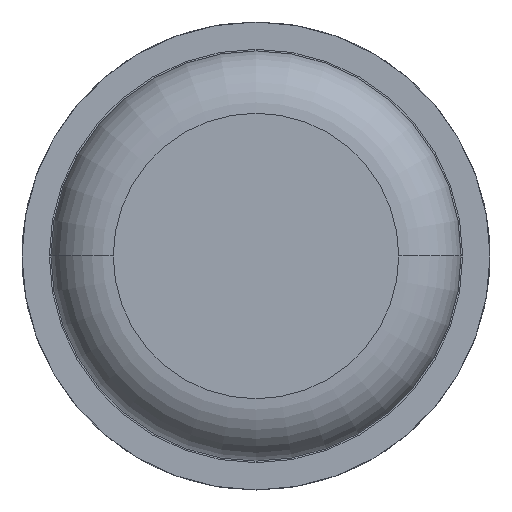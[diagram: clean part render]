
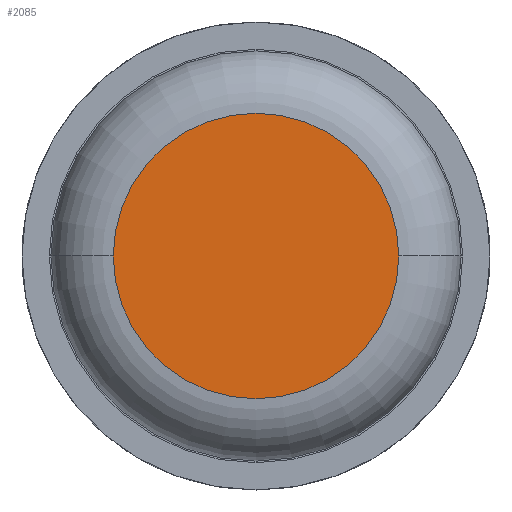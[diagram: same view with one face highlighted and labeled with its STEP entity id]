
A CAD part, front view. The second image highlights one B-rep face of the part: STEP entity #2085.
In plain terms, the highlighted planar face has unit normal (0, -1, 0).
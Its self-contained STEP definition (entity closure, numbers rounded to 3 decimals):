
#90 = AXIS2_PLACEMENT_3D ( 'NONE', #2658, #1393, #1993 ) ;
#616 = DIRECTION ( 'NONE',  ( 0., -1., 0. ) ) ;
#633 = DIRECTION ( 'NONE',  ( -1., 0., 0. ) ) ;
#1134 = FACE_OUTER_BOUND ( 'NONE', #2601, .T. ) ;
#1240 = CARTESIAN_POINT ( 'NONE',  ( 0., 0., 0. ) ) ;
#1336 = CARTESIAN_POINT ( 'NONE',  ( 0., 0., 0. ) ) ;
#1393 = DIRECTION ( 'NONE',  ( 0., 1., 0. ) ) ;
#1468 = AXIS2_PLACEMENT_3D ( 'NONE', #1240, #616, #633 ) ;
#1870 = CIRCLE ( 'NONE', #1468, 0.915 ) ;
#1993 = DIRECTION ( 'NONE',  ( -1., 0., 0. ) ) ;
#2085 = ADVANCED_FACE ( 'Defeature ausgef�hrt1_6', ( #1134 ), #3986, .F. ) ;
#2109 = ORIENTED_EDGE ( 'NONE', *, *, #3861, .T. ) ;
#2260 = CARTESIAN_POINT ( 'NONE',  ( 0.915, 0., 0. ) ) ;
#2314 = EDGE_CURVE ( 'Defeature ausgef�hrt1_6+Defeature ausgef�hrt1_7+Defeature ausgef�hrt1_7+Defeature ausgef�hrt1_7', #3269, #2767, #1870, .T. ) ;
#2400 = AXIS2_PLACEMENT_3D ( 'NONE', #1336, #3560, #2967 ) ;
#2541 = CARTESIAN_POINT ( 'NONE',  ( -0.915, 0., 0. ) ) ;
#2601 = EDGE_LOOP ( 'NONE', ( #4120, #2109 ) ) ;
#2658 = CARTESIAN_POINT ( 'NONE',  ( 0., 0., 0. ) ) ;
#2767 = VERTEX_POINT ( 'NONE', #2260 ) ;
#2967 = DIRECTION ( 'NONE',  ( -1., 0., 0. ) ) ;
#3269 = VERTEX_POINT ( 'NONE', #2541 ) ;
#3555 = CIRCLE ( 'NONE', #2400, 0.915 ) ;
#3560 = DIRECTION ( 'NONE',  ( 0., -1., 0. ) ) ;
#3861 = EDGE_CURVE ( 'Defeature ausgef�hrt1_6+Defeature ausgef�hrt1_7+Defeature ausgef�hrt1_7+Defeature ausgef�hrt1_7', #2767, #3269, #3555, .T. ) ;
#3986 = PLANE ( 'NONE',  #90 ) ;
#4120 = ORIENTED_EDGE ( 'NONE', *, *, #2314, .T. ) ;
